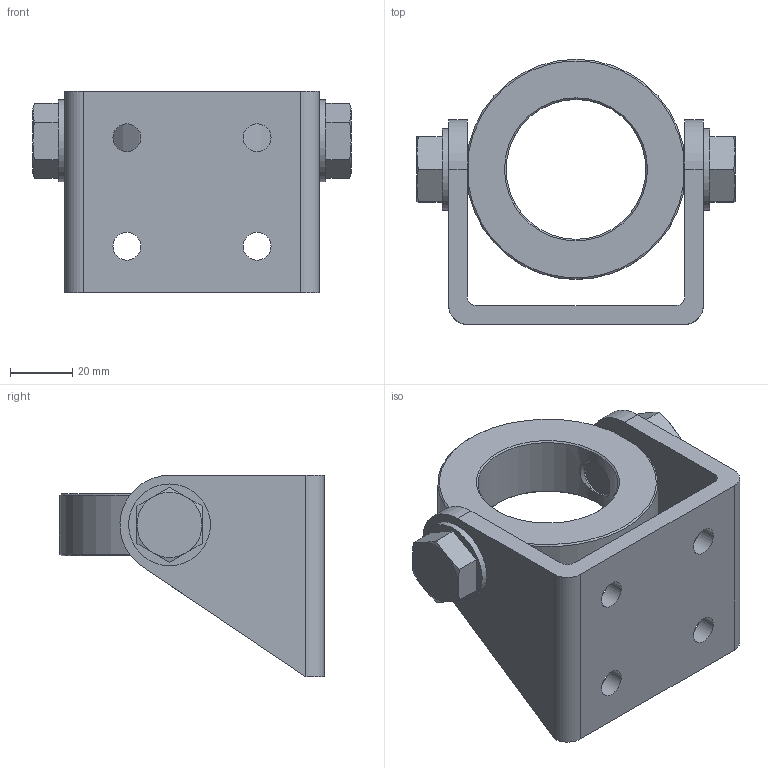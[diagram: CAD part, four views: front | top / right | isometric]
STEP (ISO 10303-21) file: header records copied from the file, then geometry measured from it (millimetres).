
FILE_DESCRIPTION(/* description */ ('STEP AP214'),/* implementation_level */ '2;1');
FILE_NAME(/* name */ '539926_SBN-50_63',/* time_stamp */ '2024-09-14T23:19:16+02:00',/* author */ ('License CC BY-ND 4.0'),/* organization */ ('CADENAS'),/* preprocessor_version */ 'ST-DEVELOPER v19.3',/* originating_system */ 'PARTsolutions',/* authorisation */ ' ');
FILE_SCHEMA (('AUTOMOTIVE_DESIGN {1 0 10303 214 3 1 1}'));
Length unit declared in the file: millimetre
Products named in the file (3): 539926 SBN-50/63---(0); 539926 SBN-50/63---(0LB); 683677 SBN-50/63---(R)
Assembly tree (2 placements, depth 2):
  539926 SBN-50/63---(0)
    539926 SBN-50/63---(0LB)
    683677 SBN-50/63---(R)
Bounding box: 102.6 x 85.5 x 65 mm (x, y, z)
Volume: 117326.1 mm3; surface area: 38273.4 mm2
Topology: 2 solids, 2 shells, 79 faces, 192 edges, 122 vertices
Faces by surface type: plane 36, cone 24, cylinder 19
Full cylindrical faces by diameter (mm): 9 x4, 11.835 x2, 14 x2, 26.4 x2, 45.1 x1
Entity records: 2268 total; most frequent: CARTESIAN_POINT 476, DIRECTION 354, ORIENTED_EDGE 324, EDGE_CURVE 162, AXIS2_PLACEMENT_3D 146, EDGE_LOOP 118, FACE_BOUND 118, VERTEX_POINT 112
